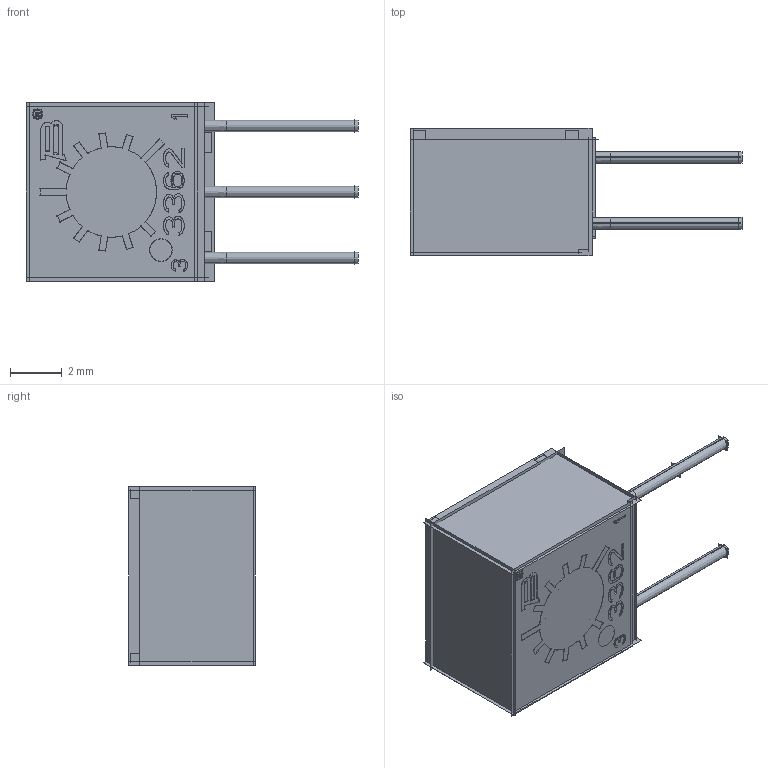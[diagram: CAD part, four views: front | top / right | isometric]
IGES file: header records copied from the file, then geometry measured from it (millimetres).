
Start section:  PTC IGES file: 3362Z001xxx0A.igs
Global section: file name: 3362Z001xxx0A.igs; native system: Creo Parametric by Parametric Technology Corporation; preprocessor: 2012230; author: maxm; organization: Unknown; date: 20130805.104101; units: inch
Bounding box: 12.78 x 4.89 x 6.87 mm (x, y, z)
Surface area: 716.1 mm2 (no closed solid volume)
Topology: 0 solids, 0 shells, 1020 faces, 15446 edges, 20036 vertices
Faces by surface type: bspline 830, revolution 190
